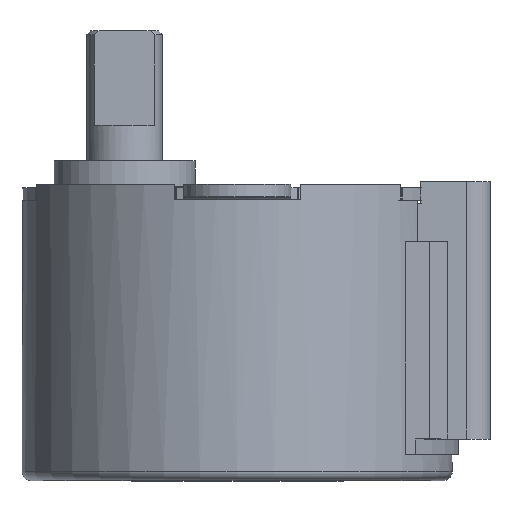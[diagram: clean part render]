
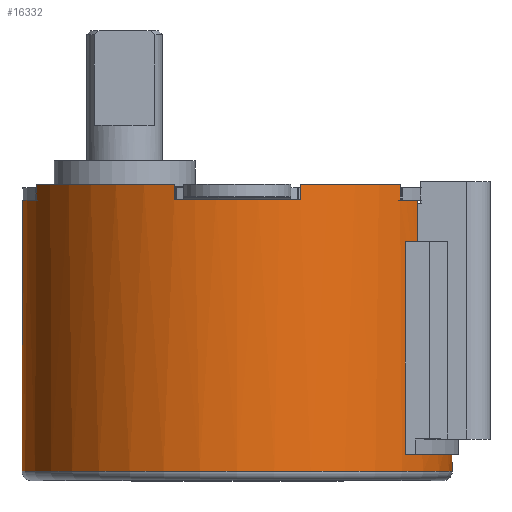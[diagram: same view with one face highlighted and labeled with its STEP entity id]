
A CAD part, top view. The second image highlights one B-rep face of the part: STEP entity #16332.
In plain terms, the highlighted cylindrical face has radius 14 mm (diameter 28 mm), a full revolution.
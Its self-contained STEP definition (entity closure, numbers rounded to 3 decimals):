
#932=ELLIPSE('',#17316,512.427,14.);
#933=ELLIPSE('',#17318,512.427,14.);
#1159=FACE_OUTER_BOUND('',#2069,.T.);
#2069=EDGE_LOOP('',(#10385,#10386,#10387,#10388,#10389,#10390,#10391,#10392,
#10393,#10394,#10395,#10396,#10397,#10398,#10399,#10400,#10401,#10402,#10403,
#10404,#10405,#10406,#10407,#10408,#10409));
#3151=LINE('',#23947,#4343);
#3152=LINE('',#23951,#4344);
#3153=LINE('',#23955,#4345);
#3154=LINE('',#23959,#4346);
#3155=LINE('',#23963,#4347);
#3156=LINE('',#23967,#4348);
#3157=LINE('',#23971,#4349);
#3158=LINE('',#23983,#4350);
#3159=LINE('',#23987,#4351);
#4343=VECTOR('',#19159,14.);
#4344=VECTOR('',#19162,1000.);
#4345=VECTOR('',#19165,1000.);
#4346=VECTOR('',#19168,1000.);
#4347=VECTOR('',#19171,1000.);
#4348=VECTOR('',#19174,1000.);
#4349=VECTOR('',#19177,1000.);
#4350=VECTOR('',#19188,1000.);
#4351=VECTOR('',#19191,1000.);
#5530=CIRCLE('',#17284,14.);
#5531=CIRCLE('',#17285,14.);
#5549=CIRCLE('',#17309,14.);
#5550=CIRCLE('',#17310,14.);
#5551=CIRCLE('',#17311,14.);
#5552=CIRCLE('',#17312,14.);
#5553=CIRCLE('',#17313,14.);
#5554=CIRCLE('',#17314,14.);
#5555=CIRCLE('',#17315,14.);
#5556=CIRCLE('',#17317,14.);
#5557=CIRCLE('',#17319,14.);
#5558=CIRCLE('',#17320,14.);
#5559=CIRCLE('',#17321,14.);
#6393=VERTEX_POINT('',#23882);
#6394=VERTEX_POINT('',#23883);
#6421=VERTEX_POINT('',#23946);
#6422=VERTEX_POINT('',#23948);
#6423=VERTEX_POINT('',#23950);
#6424=VERTEX_POINT('',#23952);
#6425=VERTEX_POINT('',#23954);
#6426=VERTEX_POINT('',#23956);
#6427=VERTEX_POINT('',#23958);
#6428=VERTEX_POINT('',#23960);
#6429=VERTEX_POINT('',#23962);
#6430=VERTEX_POINT('',#23964);
#6431=VERTEX_POINT('',#23966);
#6432=VERTEX_POINT('',#23968);
#6433=VERTEX_POINT('',#23970);
#6434=VERTEX_POINT('',#23972);
#6435=VERTEX_POINT('',#23974);
#6436=VERTEX_POINT('',#23976);
#6437=VERTEX_POINT('',#23978);
#6438=VERTEX_POINT('',#23980);
#6439=VERTEX_POINT('',#23982);
#6440=VERTEX_POINT('',#23984);
#6441=VERTEX_POINT('',#23986);
#7960=EDGE_CURVE('',#6393,#6394,#5530,.T.);
#7961=EDGE_CURVE('',#6394,#6393,#5531,.T.);
#7992=EDGE_CURVE('',#6393,#6421,#3151,.T.);
#7993=EDGE_CURVE('',#6422,#6421,#5549,.T.);
#7994=EDGE_CURVE('',#6422,#6423,#3152,.T.);
#7995=EDGE_CURVE('',#6424,#6423,#5550,.T.);
#7996=EDGE_CURVE('',#6425,#6424,#3153,.T.);
#7997=EDGE_CURVE('',#6426,#6425,#5551,.T.);
#7998=EDGE_CURVE('',#6426,#6427,#3154,.T.);
#7999=EDGE_CURVE('',#6428,#6427,#5552,.T.);
#8000=EDGE_CURVE('',#6429,#6428,#3155,.T.);
#8001=EDGE_CURVE('',#6430,#6429,#5553,.T.);
#8002=EDGE_CURVE('',#6430,#6431,#3156,.T.);
#8003=EDGE_CURVE('',#6432,#6431,#5554,.T.);
#8004=EDGE_CURVE('',#6433,#6432,#3157,.T.);
#8005=EDGE_CURVE('',#6434,#6433,#5555,.T.);
#8006=EDGE_CURVE('',#6435,#6434,#932,.T.);
#8007=EDGE_CURVE('',#6436,#6435,#5556,.T.);
#8008=EDGE_CURVE('',#6437,#6436,#933,.T.);
#8009=EDGE_CURVE('',#6438,#6437,#5557,.T.);
#8010=EDGE_CURVE('',#6438,#6439,#3158,.T.);
#8011=EDGE_CURVE('',#6440,#6439,#5558,.T.);
#8012=EDGE_CURVE('',#6441,#6440,#3159,.T.);
#8013=EDGE_CURVE('',#6421,#6441,#5559,.T.);
#10385=ORIENTED_EDGE('',*,*,#7960,.T.);
#10386=ORIENTED_EDGE('',*,*,#7961,.T.);
#10387=ORIENTED_EDGE('',*,*,#7992,.T.);
#10388=ORIENTED_EDGE('',*,*,#7993,.F.);
#10389=ORIENTED_EDGE('',*,*,#7994,.T.);
#10390=ORIENTED_EDGE('',*,*,#7995,.F.);
#10391=ORIENTED_EDGE('',*,*,#7996,.F.);
#10392=ORIENTED_EDGE('',*,*,#7997,.F.);
#10393=ORIENTED_EDGE('',*,*,#7998,.T.);
#10394=ORIENTED_EDGE('',*,*,#7999,.F.);
#10395=ORIENTED_EDGE('',*,*,#8000,.F.);
#10396=ORIENTED_EDGE('',*,*,#8001,.F.);
#10397=ORIENTED_EDGE('',*,*,#8002,.T.);
#10398=ORIENTED_EDGE('',*,*,#8003,.F.);
#10399=ORIENTED_EDGE('',*,*,#8004,.F.);
#10400=ORIENTED_EDGE('',*,*,#8005,.F.);
#10401=ORIENTED_EDGE('',*,*,#8006,.F.);
#10402=ORIENTED_EDGE('',*,*,#8007,.F.);
#10403=ORIENTED_EDGE('',*,*,#8008,.F.);
#10404=ORIENTED_EDGE('',*,*,#8009,.F.);
#10405=ORIENTED_EDGE('',*,*,#8010,.T.);
#10406=ORIENTED_EDGE('',*,*,#8011,.F.);
#10407=ORIENTED_EDGE('',*,*,#8012,.F.);
#10408=ORIENTED_EDGE('',*,*,#8013,.F.);
#10409=ORIENTED_EDGE('',*,*,#7992,.F.);
#15107=CYLINDRICAL_SURFACE('',#17308,14.);
#16332=ADVANCED_FACE('',(#1159),#15107,.T.);
#17284=AXIS2_PLACEMENT_3D('',#23884,#19098,#19099);
#17285=AXIS2_PLACEMENT_3D('',#23885,#19100,#19101);
#17308=AXIS2_PLACEMENT_3D('',#23945,#19157,#19158);
#17309=AXIS2_PLACEMENT_3D('',#23949,#19160,#19161);
#17310=AXIS2_PLACEMENT_3D('',#23953,#19163,#19164);
#17311=AXIS2_PLACEMENT_3D('',#23957,#19166,#19167);
#17312=AXIS2_PLACEMENT_3D('',#23961,#19169,#19170);
#17313=AXIS2_PLACEMENT_3D('',#23965,#19172,#19173);
#17314=AXIS2_PLACEMENT_3D('',#23969,#19175,#19176);
#17315=AXIS2_PLACEMENT_3D('',#23973,#19178,#19179);
#17316=AXIS2_PLACEMENT_3D('',#23975,#19180,#19181);
#17317=AXIS2_PLACEMENT_3D('',#23977,#19182,#19183);
#17318=AXIS2_PLACEMENT_3D('',#23979,#19184,#19185);
#17319=AXIS2_PLACEMENT_3D('',#23981,#19186,#19187);
#17320=AXIS2_PLACEMENT_3D('',#23985,#19189,#19190);
#17321=AXIS2_PLACEMENT_3D('',#23988,#19192,#19193);
#19098=DIRECTION('center_axis',(0.,1.,0.));
#19099=DIRECTION('ref_axis',(0.,0.,1.));
#19100=DIRECTION('center_axis',(0.,1.,0.));
#19101=DIRECTION('ref_axis',(0.,0.,1.));
#19157=DIRECTION('center_axis',(0.,-1.,0.));
#19158=DIRECTION('ref_axis',(0.,0.,-1.));
#19159=DIRECTION('',(0.,1.,0.));
#19160=DIRECTION('center_axis',(0.,1.,0.));
#19161=DIRECTION('ref_axis',(0.,0.,1.));
#19162=DIRECTION('',(0.,1.,0.));
#19163=DIRECTION('center_axis',(0.,1.,0.));
#19164=DIRECTION('ref_axis',(0.,0.,1.));
#19165=DIRECTION('',(0.,1.,0.));
#19166=DIRECTION('center_axis',(0.,1.,0.));
#19167=DIRECTION('ref_axis',(0.,0.,1.));
#19168=DIRECTION('',(0.,1.,0.));
#19169=DIRECTION('center_axis',(0.,1.,0.));
#19170=DIRECTION('ref_axis',(0.,0.,1.));
#19171=DIRECTION('',(0.,1.,0.));
#19172=DIRECTION('center_axis',(0.,1.,0.));
#19173=DIRECTION('ref_axis',(0.,0.,1.));
#19174=DIRECTION('',(0.,1.,0.));
#19175=DIRECTION('center_axis',(0.,1.,0.));
#19176=DIRECTION('ref_axis',(0.,0.,1.));
#19177=DIRECTION('',(0.,1.,0.));
#19178=DIRECTION('center_axis',(0.,1.,0.));
#19179=DIRECTION('ref_axis',(0.,0.,1.));
#19180=DIRECTION('center_axis',(0.,0.027,
1.));
#19181=DIRECTION('ref_axis',(0.,-1.,0.027));
#19182=DIRECTION('center_axis',(0.,1.,0.));
#19183=DIRECTION('ref_axis',(0.,0.,1.));
#19184=DIRECTION('center_axis',(0.,0.027,
-1.));
#19185=DIRECTION('ref_axis',(0.,1.,0.027));
#19186=DIRECTION('center_axis',(0.,1.,0.));
#19187=DIRECTION('ref_axis',(0.,0.,1.));
#19188=DIRECTION('',(0.,1.,0.));
#19189=DIRECTION('center_axis',(0.,1.,0.));
#19190=DIRECTION('ref_axis',(0.,0.,1.));
#19191=DIRECTION('',(0.,1.,0.));
#19192=DIRECTION('center_axis',(0.,1.,0.));
#19193=DIRECTION('ref_axis',(0.,0.,1.));
#23882=CARTESIAN_POINT('',(0.,0.6,14.));
#23883=CARTESIAN_POINT('',(0.,0.6,-14.));
#23884=CARTESIAN_POINT('Origin',(0.,0.6,0.));
#23885=CARTESIAN_POINT('Origin',(0.,0.6,0.));
#23945=CARTESIAN_POINT('Origin',(0.,19.25,0.));
#23946=CARTESIAN_POINT('',(0.,18.25,14.));
#23947=CARTESIAN_POINT('',(0.,19.25,14.));
#23948=CARTESIAN_POINT('',(-4.1,18.25,13.386));
#23949=CARTESIAN_POINT('Origin',(0.,18.25,0.));
#23950=CARTESIAN_POINT('',(-4.1,19.25,13.386));
#23951=CARTESIAN_POINT('',(-4.1,18.25,13.386));
#23952=CARTESIAN_POINT('',(-13.057,19.25,5.05));
#23953=CARTESIAN_POINT('Origin',(0.,19.25,0.));
#23954=CARTESIAN_POINT('',(-13.057,18.25,5.05));
#23955=CARTESIAN_POINT('',(-13.057,18.25,5.05));
#23956=CARTESIAN_POINT('',(-13.057,18.25,-5.05));
#23957=CARTESIAN_POINT('Origin',(0.,18.25,0.));
#23958=CARTESIAN_POINT('',(-13.057,19.25,-5.05));
#23959=CARTESIAN_POINT('',(-13.057,18.25,-5.05));
#23960=CARTESIAN_POINT('',(-4.1,19.25,-13.386));
#23961=CARTESIAN_POINT('Origin',(0.,19.25,0.));
#23962=CARTESIAN_POINT('',(-4.1,18.25,-13.386));
#23963=CARTESIAN_POINT('',(-4.1,18.25,-13.386));
#23964=CARTESIAN_POINT('',(4.1,18.25,-13.386));
#23965=CARTESIAN_POINT('Origin',(0.,18.25,0.));
#23966=CARTESIAN_POINT('',(4.1,19.25,-13.386));
#23967=CARTESIAN_POINT('',(4.1,18.25,-13.386));
#23968=CARTESIAN_POINT('',(10.618,19.25,-9.125));
#23969=CARTESIAN_POINT('Origin',(0.,19.25,0.));
#23970=CARTESIAN_POINT('',(10.618,18.25,-9.125));
#23971=CARTESIAN_POINT('',(10.618,18.25,-9.125));
#23972=CARTESIAN_POINT('',(11.709,18.25,-7.675));
#23973=CARTESIAN_POINT('Origin',(0.,18.25,0.));
#23974=CARTESIAN_POINT('',(11.977,2.7,-7.25));
#23975=CARTESIAN_POINT('Origin',(0.,-262.565,0.));
#23976=CARTESIAN_POINT('',(11.977,2.7,7.25));
#23977=CARTESIAN_POINT('Origin',(0.,2.7,0.));
#23978=CARTESIAN_POINT('',(11.709,18.25,7.675));
#23979=CARTESIAN_POINT('Origin',(0.,-262.565,
0.));
#23980=CARTESIAN_POINT('',(10.618,18.25,9.125));
#23981=CARTESIAN_POINT('Origin',(0.,18.25,0.));
#23982=CARTESIAN_POINT('',(10.618,19.25,9.125));
#23983=CARTESIAN_POINT('',(10.618,18.25,9.125));
#23984=CARTESIAN_POINT('',(4.1,19.25,13.386));
#23985=CARTESIAN_POINT('Origin',(0.,19.25,0.));
#23986=CARTESIAN_POINT('',(4.1,18.25,13.386));
#23987=CARTESIAN_POINT('',(4.1,18.25,13.386));
#23988=CARTESIAN_POINT('Origin',(0.,18.25,0.));
